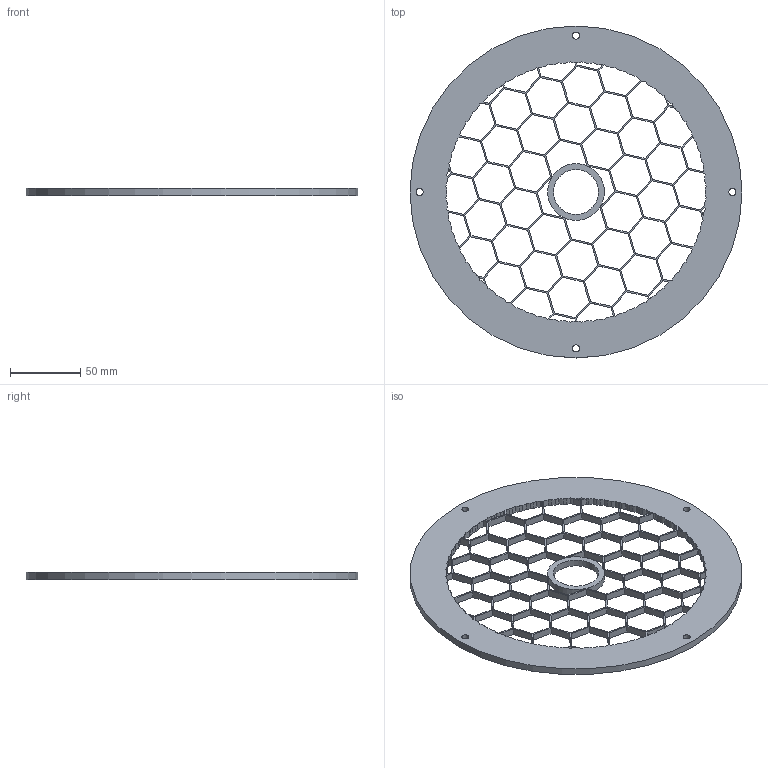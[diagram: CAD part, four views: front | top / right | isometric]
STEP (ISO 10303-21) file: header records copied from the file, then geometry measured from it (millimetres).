
FILE_DESCRIPTION(('FreeCAD Model'),'2;1');
FILE_NAME('Open CASCADE Shape Model','2025-10-14T17:27:43',(''),(''), 'Open CASCADE STEP processor 7.8','FreeCAD','Unknown');
FILE_SCHEMA(('AUTOMOTIVE_DESIGN { 1 0 10303 214 1 1 1 1 }'));
Length unit declared in the file: millimetre
Products named in the file (2): rINGlID; Body005
Assembly tree (1 placements, depth 2):
  rINGlID
    Body005
Bounding box: 236 x 236 x 5 mm (x, y, z)
Volume: 96442.8 mm3; surface area: 64535.4 mm2
Topology: 1 solids, 1 shells, 512 faces, 1532 edges, 1022 vertices
Faces by surface type: plane 282, cylinder 230
Full cylindrical faces by diameter (mm): 5 x4, 32 x1, 236 x1
Entity records: 17618 total; most frequent: CARTESIAN_POINT 3068, ORIENTED_EDGE 3064, DIRECTION 3022, EDGE_CURVE 1532, LINE 1070, VECTOR 1070, VERTEX_POINT 1022, AXIS2_PLACEMENT_3D 976
